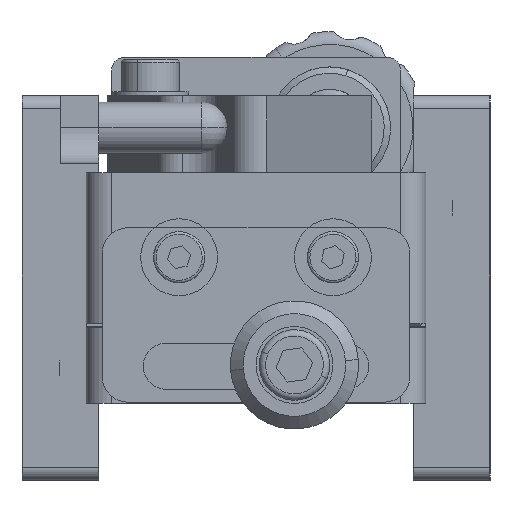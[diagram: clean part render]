
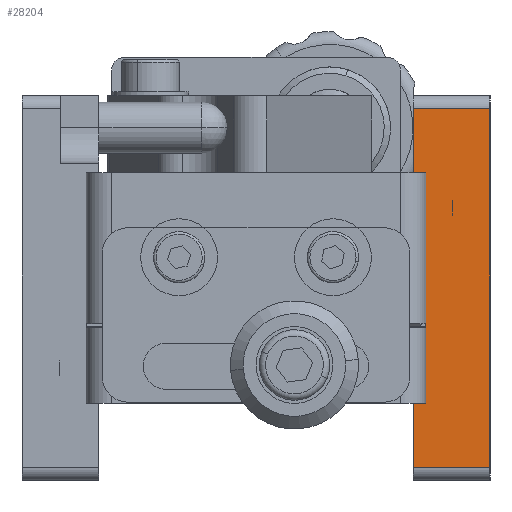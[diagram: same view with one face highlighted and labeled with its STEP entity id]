
A CAD part, left-side view. The second image highlights one B-rep face of the part: STEP entity #28204.
In plain terms, the highlighted planar face has unit normal (-1, 0, 0).
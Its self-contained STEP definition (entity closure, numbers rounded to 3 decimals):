
#155 = CARTESIAN_POINT ( 'NONE',  ( -15.531, -33.639, 39. ) ) ;
#593 = VERTEX_POINT ( 'NONE', #7173 ) ;
#1158 = ORIENTED_EDGE ( 'NONE', *, *, #29336, .T. ) ;
#1966 = CARTESIAN_POINT ( 'NONE',  ( -15.531, -38.639, 44. ) ) ;
#2189 = VECTOR ( 'NONE', #14807, 1000. ) ;
#2396 = DIRECTION ( 'NONE',  ( 0., -1., 0. ) ) ;
#2533 = VERTEX_POINT ( 'NONE', #155 ) ;
#2588 = CARTESIAN_POINT ( 'NONE',  ( -15.531, -32.639, 44. ) ) ;
#2791 = VECTOR ( 'NONE', #15081, 1000. ) ;
#3239 = DIRECTION ( 'NONE',  ( 0., 0., -1. ) ) ;
#3757 = VECTOR ( 'NONE', #29212, 1000. ) ;
#4892 = CARTESIAN_POINT ( 'NONE',  ( -15.531, -32.639, 21. ) ) ;
#6485 = VERTEX_POINT ( 'NONE', #4892 ) ;
#6604 = CARTESIAN_POINT ( 'NONE',  ( -15.531, -32.639, 45. ) ) ;
#6661 = DIRECTION ( 'NONE',  ( 0., 1., 0. ) ) ;
#6691 = VECTOR ( 'NONE', #2396, 1000. ) ;
#6752 = CARTESIAN_POINT ( 'NONE',  ( -15.531, -32.639, 39. ) ) ;
#6911 = AXIS2_PLACEMENT_3D ( 'NONE', #30699, #20823, #3239 ) ;
#7173 = CARTESIAN_POINT ( 'NONE',  ( -15.531, -33.639, 21. ) ) ;
#7555 = CARTESIAN_POINT ( 'NONE',  ( -15.531, -38.639, 16. ) ) ;
#8210 = EDGE_LOOP ( 'NONE', ( #23983, #1158, #20994, #14621, #23588, #14696, #8337, #16955 ) ) ;
#8337 = ORIENTED_EDGE ( 'NONE', *, *, #29106, .F. ) ;
#8929 = VERTEX_POINT ( 'NONE', #6752 ) ;
#9016 = VERTEX_POINT ( 'NONE', #7555 ) ;
#12023 = LINE ( 'NONE', #6604, #3757 ) ;
#13015 = EDGE_CURVE ( 'NONE', #17239, #24850, #19184, .T. ) ;
#13280 = DIRECTION ( 'NONE',  ( 0., 0., 1. ) ) ;
#13343 = EDGE_CURVE ( 'NONE', #18394, #6485, #12023, .T. ) ;
#13945 = VECTOR ( 'NONE', #20972, 1000. ) ;
#13952 = CARTESIAN_POINT ( 'NONE',  ( -15.531, -32.639, 16. ) ) ;
#14269 = EDGE_CURVE ( 'NONE', #9016, #17239, #20733, .T. ) ;
#14621 = ORIENTED_EDGE ( 'NONE', *, *, #16728, .T. ) ;
#14696 = ORIENTED_EDGE ( 'NONE', *, *, #13015, .T. ) ;
#14807 = DIRECTION ( 'NONE',  ( 0., 1., 0. ) ) ;
#15081 = DIRECTION ( 'NONE',  ( 0., 0., 1. ) ) ;
#15936 = CARTESIAN_POINT ( 'NONE',  ( -15.531, -38.639, 45. ) ) ;
#16263 = LINE ( 'NONE', #20766, #17853 ) ;
#16728 = EDGE_CURVE ( 'NONE', #18394, #9016, #26927, .T. ) ;
#16955 = ORIENTED_EDGE ( 'NONE', *, *, #21623, .T. ) ;
#17009 = CARTESIAN_POINT ( 'NONE',  ( -15.531, -32.639, 44. ) ) ;
#17053 = VECTOR ( 'NONE', #17872, 1000. ) ;
#17071 = EDGE_CURVE ( 'NONE', #593, #2533, #23801, .T. ) ;
#17239 = VERTEX_POINT ( 'NONE', #1966 ) ;
#17403 = LINE ( 'NONE', #24096, #18649 ) ;
#17800 = PLANE ( 'NONE',  #6911 ) ;
#17853 = VECTOR ( 'NONE', #13280, 1000. ) ;
#17872 = DIRECTION ( 'NONE',  ( 0., -1., 0. ) ) ;
#18079 = CARTESIAN_POINT ( 'NONE',  ( -15.531, -33.639, 45. ) ) ;
#18394 = VERTEX_POINT ( 'NONE', #13952 ) ;
#18649 = VECTOR ( 'NONE', #6661, 1000. ) ;
#19184 = LINE ( 'NONE', #2588, #2189 ) ;
#20733 = LINE ( 'NONE', #15936, #13945 ) ;
#20766 = CARTESIAN_POINT ( 'NONE',  ( -15.531, -32.639, 45. ) ) ;
#20823 = DIRECTION ( 'NONE',  ( 1., 0., 0. ) ) ;
#20972 = DIRECTION ( 'NONE',  ( 0., 0., 1. ) ) ;
#20994 = ORIENTED_EDGE ( 'NONE', *, *, #13343, .F. ) ;
#21623 = EDGE_CURVE ( 'NONE', #8929, #2533, #27400, .T. ) ;
#23520 = FACE_OUTER_BOUND ( 'NONE', #8210, .T. ) ;
#23588 = ORIENTED_EDGE ( 'NONE', *, *, #14269, .T. ) ;
#23801 = LINE ( 'NONE', #18079, #2791 ) ;
#23983 = ORIENTED_EDGE ( 'NONE', *, *, #17071, .F. ) ;
#24096 = CARTESIAN_POINT ( 'NONE',  ( -15.531, -32.639, 21. ) ) ;
#24850 = VERTEX_POINT ( 'NONE', #17009 ) ;
#25892 = CARTESIAN_POINT ( 'NONE',  ( -15.531, -32.639, 39. ) ) ;
#26927 = LINE ( 'NONE', #32088, #6691 ) ;
#27400 = LINE ( 'NONE', #25892, #17053 ) ;
#28204 = ADVANCED_FACE ( 'NONE', ( #23520 ), #17800, .F. ) ;
#29106 = EDGE_CURVE ( 'NONE', #8929, #24850, #16263, .T. ) ;
#29212 = DIRECTION ( 'NONE',  ( 0., 0., 1. ) ) ;
#29336 = EDGE_CURVE ( 'NONE', #593, #6485, #17403, .T. ) ;
#30699 = CARTESIAN_POINT ( 'NONE',  ( -15.531, -32.639, 45. ) ) ;
#32088 = CARTESIAN_POINT ( 'NONE',  ( -15.531, -32.639, 16. ) ) ;
